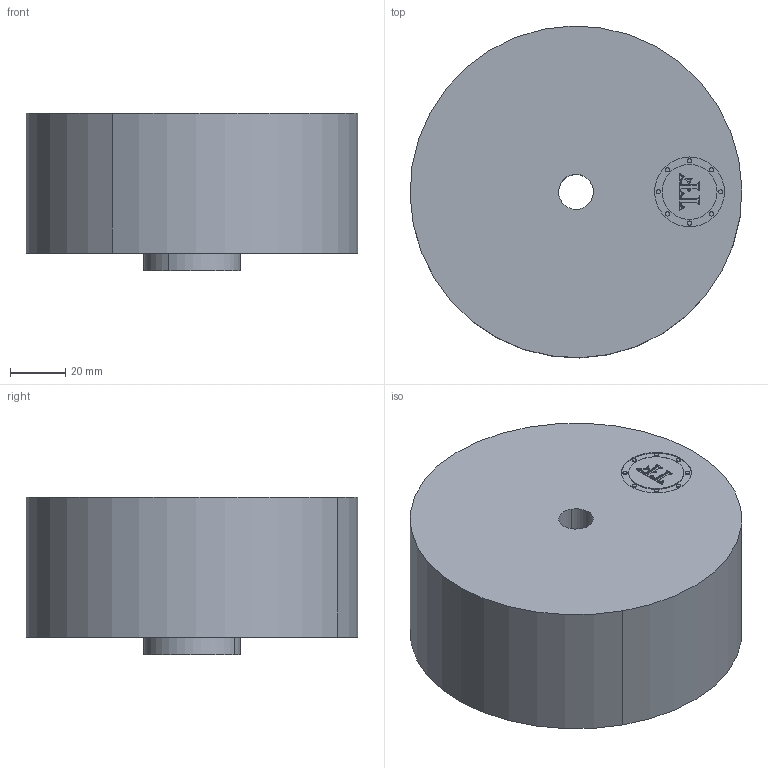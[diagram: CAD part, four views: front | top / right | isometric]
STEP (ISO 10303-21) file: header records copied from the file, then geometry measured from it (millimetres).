
FILE_DESCRIPTION(('3D STEP'),'2;1');
FILE_NAME('0.5-1500-FB-RF-STUDOUT-FLANGE.stp','2013-11-25T00:42:40+00:00',('Texas Flange'),(''),'CATIA Version 5 Release 20 SP 6 (IN-10)','CATIA V5 STEP AP214','800-826-3801');
FILE_SCHEMA(('AUTOMOTIVE_DESIGN { 1 0 10303 214 1 1 1 1 }'));
Length unit declared in the file: inch
Products named in the file (1): 0.5-1500-FB-RF-STUDOUT-FLANGE
Bounding box: 120.62 x 120.62 x 57.15 mm (x, y, z)
Volume: 546312.6 mm3; surface area: 53858 mm2
Topology: 1 solids, 1 shells, 634 faces, 1826 edges, 1208 vertices
Faces by surface type: plane 368, bspline 136, cylinder 106, cone 16, revolution 8
Entity records: 27702 total; most frequent: CARTESIAN_POINT 10416, ORIENTED_EDGE 3636, DIRECTION 2020, EDGE_CURVE 1818, VERTEX_POINT 1208, VECTOR 1174, LINE 1174, EDGE_LOOP 658
